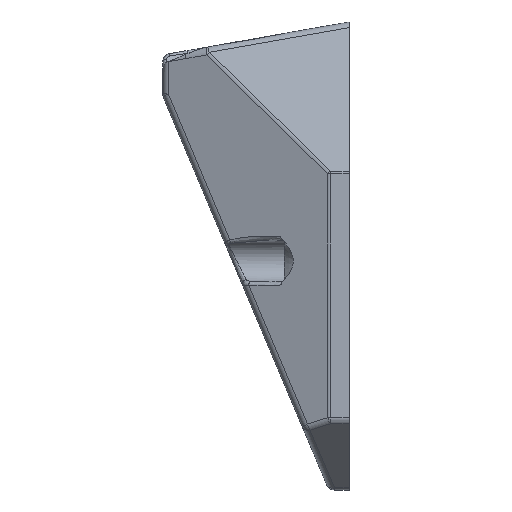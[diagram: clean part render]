
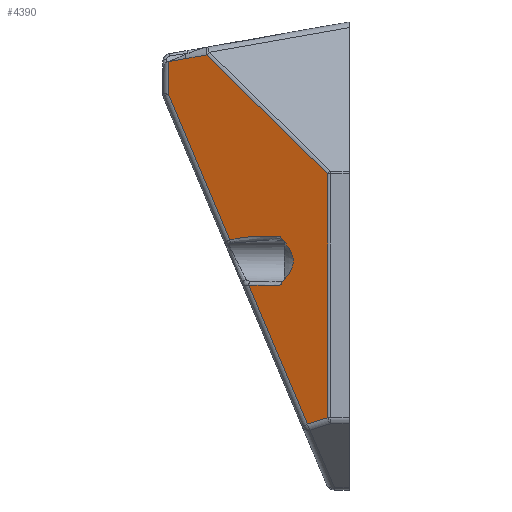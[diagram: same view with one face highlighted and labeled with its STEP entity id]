
A CAD part, front view. The second image highlights one B-rep face of the part: STEP entity #4390.
In plain terms, the highlighted planar face has unit normal (-0.326, -0.946, 0).
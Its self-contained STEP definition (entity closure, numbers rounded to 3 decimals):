
#39 = LINE ( 'NONE', #1729, #1768 ) ;
#47 = CARTESIAN_POINT ( 'NONE',  ( -134.341, -16.918, -56.741 ) ) ;
#112 = CARTESIAN_POINT ( 'NONE',  ( -137.599, -15.796, -49.407 ) ) ;
#114 = CARTESIAN_POINT ( 'NONE',  ( -125.717, -19.889, -94.178 ) ) ;
#119 = ORIENTED_EDGE ( 'NONE', *, *, #2260, .F. ) ;
#158 = DIRECTION ( 'NONE',  ( -0.945, 0.326, 0. ) ) ;
#169 = CARTESIAN_POINT ( 'NONE',  ( -165.051, -6.341, -4.765 ) ) ;
#213 = EDGE_CURVE ( 'NONE', #4023, #4576, #3174, .T. ) ;
#245 = EDGE_LOOP ( 'NONE', ( #4828, #2027, #3582, #119, #932, #1057, #4871, #3142, #1873, #2442, #1979 ) ) ;
#342 = CARTESIAN_POINT ( 'NONE',  ( -125.717, -19.889, -34.047 ) ) ;
#385 = CARTESIAN_POINT ( 'NONE',  ( -134.211, -16.963, -56.145 ) ) ;
#387 = LINE ( 'NONE', #3365, #1024 ) ;
#402 = VERTEX_POINT ( 'NONE', #3129 ) ;
#429 = CARTESIAN_POINT ( 'NONE',  ( -134.214, -16.962, -54.93 ) ) ;
#506 = DIRECTION ( 'NONE',  ( 0.933, -0.321, 0.164 ) ) ;
#527 = CARTESIAN_POINT ( 'NONE',  ( -137.599, -15.796, -49.407 ) ) ;
#703 = VECTOR ( 'NONE', #2639, 1000. ) ;
#790 = CARTESIAN_POINT ( 'NONE',  ( -134.435, -16.886, -57.028 ) ) ;
#794 = VERTEX_POINT ( 'NONE', #3112 ) ;
#802 = VERTEX_POINT ( 'NONE', #3506 ) ;
#828 = CARTESIAN_POINT ( 'NONE',  ( -134.667, -16.806, -53.498 ) ) ;
#932 = ORIENTED_EDGE ( 'NONE', *, *, #3480, .F. ) ;
#933 = DIRECTION ( 'NONE',  ( 0., 0., -1. ) ) ;
#949 = CARTESIAN_POINT ( 'NONE',  ( -165.051, -6.341, -6.443 ) ) ;
#961 = AXIS2_PLACEMENT_3D ( 'NONE', #2843, #3914, #158 ) ;
#1024 = VECTOR ( 'NONE', #1067, 1000. ) ;
#1049 = VERTEX_POINT ( 'NONE', #114 ) ;
#1057 = ORIENTED_EDGE ( 'NONE', *, *, #1626, .F. ) ;
#1067 = DIRECTION ( 'NONE',  ( -0.385, 0.133, 0.913 ) ) ;
#1089 = VECTOR ( 'NONE', #1836, 1000. ) ;
#1186 = CARTESIAN_POINT ( 'NONE',  ( -136.086, -16.317, -59.859 ) ) ;
#1261 = CARTESIAN_POINT ( 'NONE',  ( -137.599, -15.796, -61.689 ) ) ;
#1517 = VECTOR ( 'NONE', #506, 1000. ) ;
#1547 = CARTESIAN_POINT ( 'NONE',  ( -134.346, -16.917, -54.341 ) ) ;
#1625 = CARTESIAN_POINT ( 'NONE',  ( -124.971, -20.146, 0.624 ) ) ;
#1626 = EDGE_CURVE ( 'NONE', #402, #2401, #1714, .T. ) ;
#1665 = EDGE_CURVE ( 'NONE', #4576, #3059, #2426, .T. ) ;
#1669 = CARTESIAN_POINT ( 'NONE',  ( -134.801, -16.76, -53.226 ) ) ;
#1697 = LINE ( 'NONE', #169, #3118 ) ;
#1714 = LINE ( 'NONE', #2252, #703 ) ;
#1729 = CARTESIAN_POINT ( 'NONE',  ( -100.661, -28.518, -86.457 ) ) ;
#1768 = VECTOR ( 'NONE', #2128, 1000. ) ;
#1788 = EDGE_CURVE ( 'NONE', #3059, #2496, #3455, .T. ) ;
#1836 = DIRECTION ( 'NONE',  ( -0.385, 0.133, 0.913 ) ) ;
#1873 = ORIENTED_EDGE ( 'NONE', *, *, #4164, .F. ) ;
#1893 = EDGE_CURVE ( 'NONE', #802, #4023, #3873, .T. ) ;
#1918 = CARTESIAN_POINT ( 'NONE',  ( -134.44, -16.884, -54.055 ) ) ;
#1935 = CARTESIAN_POINT ( 'NONE',  ( -136.826, -16.063, -60.79 ) ) ;
#1963 = CARTESIAN_POINT ( 'NONE',  ( -140.146, -14.919, -61.811 ) ) ;
#1979 = ORIENTED_EDGE ( 'NONE', *, *, #1665, .F. ) ;
#1985 = CARTESIAN_POINT ( 'NONE',  ( -130.741, -18.158, -95.727 ) ) ;
#2027 = ORIENTED_EDGE ( 'NONE', *, *, #1893, .F. ) ;
#2110 = DIRECTION ( 'NONE',  ( 0., 0., 1. ) ) ;
#2120 = VECTOR ( 'NONE', #2294, 1000. ) ;
#2128 = DIRECTION ( 'NONE',  ( -0.908, 0.313, -0.28 ) ) ;
#2252 = CARTESIAN_POINT ( 'NONE',  ( -143.171, -13.877, -16.962 ) ) ;
#2260 = EDGE_CURVE ( 'NONE', #1049, #4659, #39, .T. ) ;
#2294 = DIRECTION ( 'NONE',  ( 0.933, -0.321, 0.164 ) ) ;
#2311 = CARTESIAN_POINT ( 'NONE',  ( -134.795, -16.762, -57.857 ) ) ;
#2353 = CARTESIAN_POINT ( 'NONE',  ( -137.599, -15.796, -61.689 ) ) ;
#2396 = CARTESIAN_POINT ( 'NONE',  ( -141.934, -14.303, -49.2 ) ) ;
#2401 = VERTEX_POINT ( 'NONE', #342 ) ;
#2426 =( BOUNDED_CURVE ( )  B_SPLINE_CURVE ( 3, ( #527, #2396, #3176, #3525 ),
 .UNSPECIFIED., .F., .F. ) 
 B_SPLINE_CURVE_WITH_KNOTS ( ( 4, 4 ),
 ( 4.574, 5.288 ),
 .UNSPECIFIED. ) 
 CURVE ( )  GEOMETRIC_REPRESENTATION_ITEM ( )  RATIONAL_B_SPLINE_CURVE ( ( 1., 0.958, 0.958, 1. ) ) 
 REPRESENTATION_ITEM ( '' )  );
#2427 = CARTESIAN_POINT ( 'NONE',  ( -135.09, -16.66, -52.704 ) ) ;
#2442 = ORIENTED_EDGE ( 'NONE', *, *, #1788, .F. ) ;
#2496 = VERTEX_POINT ( 'NONE', #3999 ) ;
#2538 = EDGE_CURVE ( 'NONE', #4659, #802, #387, .T. ) ;
#2630 = EDGE_CURVE ( 'NONE', #794, #402, #3912, .T. ) ;
#2639 = DIRECTION ( 'NONE',  ( 0.694, -0.239, -0.679 ) ) ;
#2672 = CARTESIAN_POINT ( 'NONE',  ( -134.661, -16.808, -57.585 ) ) ;
#2674 = CARTESIAN_POINT ( 'NONE',  ( -137.599, -15.796, -49.407 ) ) ;
#2843 = CARTESIAN_POINT ( 'NONE',  ( -125.4, -19.998, 3.346 ) ) ;
#2979 = CARTESIAN_POINT ( 'NONE',  ( -164.701, -6.462, -15.192 ) ) ;
#3059 = VERTEX_POINT ( 'NONE', #3981 ) ;
#3071 = CARTESIAN_POINT ( 'NONE',  ( -135.73, -16.44, -59.383 ) ) ;
#3112 = CARTESIAN_POINT ( 'NONE',  ( -160.704, -7.839, -5.677 ) ) ;
#3118 = VECTOR ( 'NONE', #2110, 1000. ) ;
#3129 = CARTESIAN_POINT ( 'NONE',  ( -155.616, -9.591, -4.78 ) ) ;
#3142 = ORIENTED_EDGE ( 'NONE', *, *, #4693, .F. ) ;
#3150 = CARTESIAN_POINT ( 'NONE',  ( -145.177, -13.186, -61.494 ) ) ;
#3154 = CARTESIAN_POINT ( 'NONE',  ( -135.245, -16.607, -52.45 ) ) ;
#3174 = B_SPLINE_CURVE_WITH_KNOTS ( 'NONE', 3,
 ( #2353, #3420, #1935, #1186, #3071, #3778, #4529, #2311, #2672, #790, #47, #385, #3407, #3757, #429, #1547, #1918, #828, #1669, #2427, #3154, #3862, #4621, #4269, #4603, #112 ),
 .UNSPECIFIED., .F., .F.,
 ( 4, 2, 2, 2, 2, 2, 2, 2, 2, 2, 2, 2, 4 ),
 ( -0.002, 0., 0.002, 0.003, 0.004, 0.004, 0.005, 0.006, 0.007, 0.008, 0.009, 0.011, 0.013 ),
 .UNSPECIFIED. ) ;
#3176 = CARTESIAN_POINT ( 'NONE',  ( -146.206, -12.832, -49.527 ) ) ;
#3365 = CARTESIAN_POINT ( 'NONE',  ( -164.701, -6.462, -15.192 ) ) ;
#3407 = CARTESIAN_POINT ( 'NONE',  ( -134.176, -16.975, -55.843 ) ) ;
#3420 = CARTESIAN_POINT ( 'NONE',  ( -137.209, -15.931, -61.243 ) ) ;
#3455 = LINE ( 'NONE', #2979, #1089 ) ;
#3480 = EDGE_CURVE ( 'NONE', #2401, #1049, #4645, .T. ) ;
#3486 = CARTESIAN_POINT ( 'NONE',  ( -142.71, -14.036, -61.745 ) ) ;
#3506 = CARTESIAN_POINT ( 'NONE',  ( -145.177, -13.186, -61.494 ) ) ;
#3525 = CARTESIAN_POINT ( 'NONE',  ( -149.877, -11.568, -50.348 ) ) ;
#3582 = ORIENTED_EDGE ( 'NONE', *, *, #2538, .F. ) ;
#3645 = VECTOR ( 'NONE', #933, 1000. ) ;
#3736 = CARTESIAN_POINT ( 'NONE',  ( -124.971, -20.146, 0.624 ) ) ;
#3757 = CARTESIAN_POINT ( 'NONE',  ( -134.178, -16.975, -55.238 ) ) ;
#3772 = CARTESIAN_POINT ( 'NONE',  ( -125.717, -19.889, 3.346 ) ) ;
#3778 = CARTESIAN_POINT ( 'NONE',  ( -135.24, -16.609, -58.637 ) ) ;
#3862 = CARTESIAN_POINT ( 'NONE',  ( -135.734, -16.438, -51.707 ) ) ;
#3873 =( BOUNDED_CURVE ( )  B_SPLINE_CURVE ( 3, ( #3150, #3486, #1963, #1261 ),
 .UNSPECIFIED., .F., .F. ) 
 B_SPLINE_CURVE_WITH_KNOTS ( ( 4, 4 ),
 ( 1.283, 1.709 ),
 .UNSPECIFIED. ) 
 CURVE ( )  GEOMETRIC_REPRESENTATION_ITEM ( )  RATIONAL_B_SPLINE_CURVE ( ( 1., 0.985, 0.985, 1. ) ) 
 REPRESENTATION_ITEM ( '' )  );
#3912 = LINE ( 'NONE', #3736, #2120 ) ;
#3914 = DIRECTION ( 'NONE',  ( 0.326, 0.945, 0. ) ) ;
#3981 = CARTESIAN_POINT ( 'NONE',  ( -149.877, -11.568, -50.348 ) ) ;
#3999 = CARTESIAN_POINT ( 'NONE',  ( -165.051, -6.341, -14.361 ) ) ;
#4020 = FACE_OUTER_BOUND ( 'NONE', #245, .T. ) ;
#4023 = VERTEX_POINT ( 'NONE', #4225 ) ;
#4164 = EDGE_CURVE ( 'NONE', #2496, #4471, #1697, .T. ) ;
#4225 = CARTESIAN_POINT ( 'NONE',  ( -137.599, -15.796, -61.689 ) ) ;
#4269 = CARTESIAN_POINT ( 'NONE',  ( -136.827, -16.062, -50.304 ) ) ;
#4390 = ADVANCED_FACE ( 'NONE', ( #4020 ), #4649, .F. ) ;
#4471 = VERTEX_POINT ( 'NONE', #949 ) ;
#4477 = LINE ( 'NONE', #1625, #1517 ) ;
#4529 = CARTESIAN_POINT ( 'NONE',  ( -135.084, -16.663, -58.382 ) ) ;
#4576 = VERTEX_POINT ( 'NONE', #2674 ) ;
#4603 = CARTESIAN_POINT ( 'NONE',  ( -137.21, -15.93, -49.852 ) ) ;
#4621 = CARTESIAN_POINT ( 'NONE',  ( -136.089, -16.316, -51.232 ) ) ;
#4645 = LINE ( 'NONE', #3772, #3645 ) ;
#4649 = PLANE ( 'NONE',  #961 ) ;
#4659 = VERTEX_POINT ( 'NONE', #1985 ) ;
#4693 = EDGE_CURVE ( 'NONE', #4471, #794, #4477, .T. ) ;
#4828 = ORIENTED_EDGE ( 'NONE', *, *, #213, .F. ) ;
#4871 = ORIENTED_EDGE ( 'NONE', *, *, #2630, .F. ) ;
